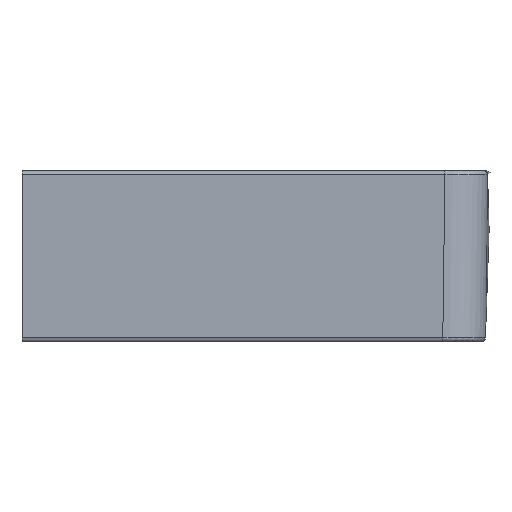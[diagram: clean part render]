
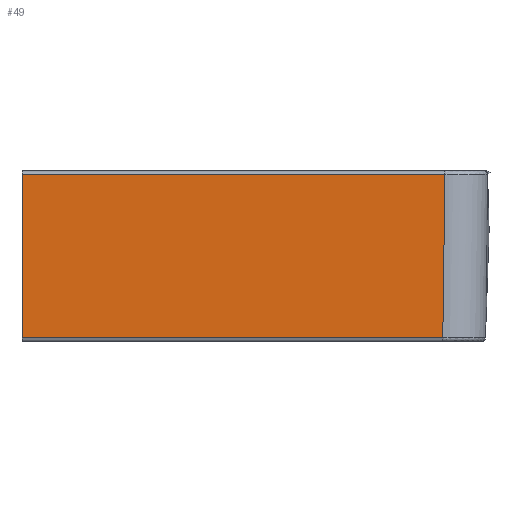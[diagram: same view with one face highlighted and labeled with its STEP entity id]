
A CAD part, left-side view. The second image highlights one B-rep face of the part: STEP entity #49.
In plain terms, the highlighted planar face has unit normal (-1, 0.006, -0.012).
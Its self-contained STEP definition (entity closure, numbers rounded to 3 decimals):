
#49=ADVANCED_FACE('',(#257),#2957,.T.);
#257=FACE_OUTER_BOUND('',#467,.T.);
#467=EDGE_LOOP('',(#774,#775,#776,#777));
#774=ORIENTED_EDGE('',*,*,#1759,.F.);
#775=ORIENTED_EDGE('',*,*,#1761,.F.);
#776=ORIENTED_EDGE('',*,*,#1760,.F.);
#777=ORIENTED_EDGE('',*,*,#1765,.T.);
#1759=EDGE_CURVE('',#2714,#2733,#2238,.T.);
#1760=EDGE_CURVE('',#2756,#2716,#2239,.T.);
#1761=EDGE_CURVE('',#2716,#2714,#2240,.T.);
#1765=EDGE_CURVE('',#2756,#2733,#2244,.T.);
#2238=B_SPLINE_CURVE_WITH_KNOTS('',1,(#13555,#13556),.UNSPECIFIED.,.F.,
 .F.,(2,2),(0.,358.876),.UNSPECIFIED.);
#2239=B_SPLINE_CURVE_WITH_KNOTS('',1,(#13557,#13558),.UNSPECIFIED.,.F.,
 .F.,(2,2),(0.,357.069),.UNSPECIFIED.);
#2240=B_SPLINE_CURVE_WITH_KNOTS('',1,(#13559,#13560),.UNSPECIFIED.,.F.,
 .F.,(2,2),(0.,138.504),.UNSPECIFIED.);
#2244=B_SPLINE_CURVE_WITH_KNOTS('',1,(#13588,#13589),.UNSPECIFIED.,.F.,
 .F.,(2,2),(0.,138.516),.UNSPECIFIED.);
#2714=VERTEX_POINT('',#12738);
#2716=VERTEX_POINT('',#12740);
#2733=VERTEX_POINT('',#12757);
#2756=VERTEX_POINT('',#12780);
#2957=PLANE('',#3179);
#3179=AXIS2_PLACEMENT_3D('',#3686,#3278,$);
#3278=DIRECTION('',(-1.,0.006,-0.012));
#3686=CARTESIAN_POINT('',(-269.285,-178.502,8.517));
#12738=CARTESIAN_POINT('',(-266.851,217.13,-6.243));
#12740=CARTESIAN_POINT('',(-265.159,217.128,-144.737));
#12757=CARTESIAN_POINT('',(-268.895,-141.741,-6.237));
#12780=CARTESIAN_POINT('',(-267.192,-139.935,-144.737));
#13555=CARTESIAN_POINT('',(-266.851,217.13,-6.243));
#13556=CARTESIAN_POINT('',(-268.895,-141.741,-6.243));
#13557=CARTESIAN_POINT('',(-267.192,-139.935,-144.737));
#13558=CARTESIAN_POINT('',(-265.159,217.128,-144.737));
#13559=CARTESIAN_POINT('',(-265.159,217.128,-144.737));
#13560=CARTESIAN_POINT('',(-266.851,217.13,-6.243));
#13588=CARTESIAN_POINT('',(-267.192,-139.935,-144.737));
#13589=CARTESIAN_POINT('',(-268.895,-141.741,-6.243));
